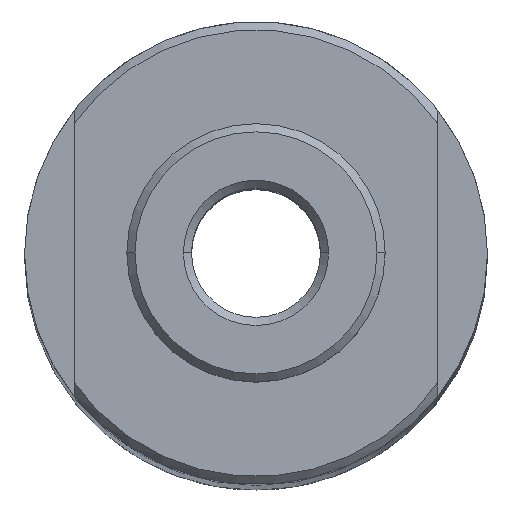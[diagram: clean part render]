
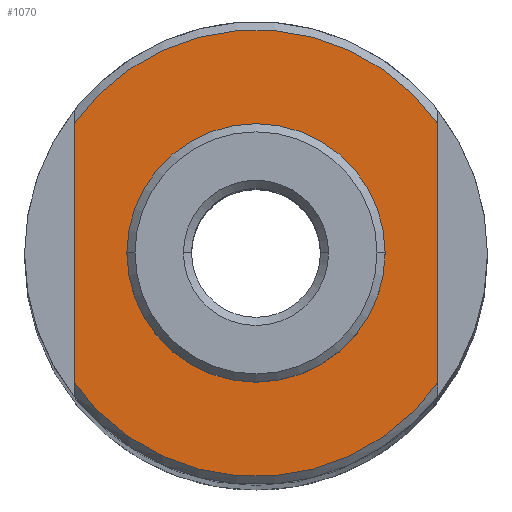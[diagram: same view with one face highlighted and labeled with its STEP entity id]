
A CAD part, top view. The second image highlights one B-rep face of the part: STEP entity #1070.
In plain terms, the highlighted planar face has unit normal (0, 0, 1).
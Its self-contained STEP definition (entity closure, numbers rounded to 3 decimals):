
#16=PLANE('',#1191);
#38=FACE_BOUND('',#185,.T.);
#113=FACE_OUTER_BOUND('',#184,.T.);
#184=EDGE_LOOP('',(#829,#830,#831,#832));
#185=EDGE_LOOP('',(#833,#834));
#290=LINE('',#2009,#351);
#291=LINE('',#2011,#352);
#351=VECTOR('',#1472,15.93);
#352=VECTOR('',#1473,15.93);
#394=CIRCLE('',#1168,7.925);
#402=CIRCLE('',#1179,13.724);
#410=CIRCLE('',#1192,13.724);
#411=CIRCLE('',#1193,7.925);
#509=VERTEX_POINT('',#1873);
#510=VERTEX_POINT('',#1875);
#525=VERTEX_POINT('',#1969);
#527=VERTEX_POINT('',#1976);
#532=VERTEX_POINT('',#2008);
#533=VERTEX_POINT('',#2010);
#620=EDGE_CURVE('',#509,#510,#394,.T.);
#640=EDGE_CURVE('',#525,#527,#402,.T.);
#652=EDGE_CURVE('',#525,#532,#290,.T.);
#653=EDGE_CURVE('',#527,#533,#291,.T.);
#654=EDGE_CURVE('',#533,#532,#410,.T.);
#655=EDGE_CURVE('',#510,#509,#411,.T.);
#829=ORIENTED_EDGE('',*,*,#652,.F.);
#830=ORIENTED_EDGE('',*,*,#640,.T.);
#831=ORIENTED_EDGE('',*,*,#653,.T.);
#832=ORIENTED_EDGE('',*,*,#654,.T.);
#833=ORIENTED_EDGE('',*,*,#655,.F.);
#834=ORIENTED_EDGE('',*,*,#620,.F.);
#1070=ADVANCED_FACE('',(#113,#38),#16,.T.);
#1168=AXIS2_PLACEMENT_3D('',#1876,#1415,#1416);
#1179=AXIS2_PLACEMENT_3D('',#1981,#1444,#1445);
#1191=AXIS2_PLACEMENT_3D('',#2007,#1470,#1471);
#1192=AXIS2_PLACEMENT_3D('',#2012,#1474,#1475);
#1193=AXIS2_PLACEMENT_3D('',#2013,#1476,#1477);
#1415=DIRECTION('center_axis',(0.,0.,1.));
#1416=DIRECTION('ref_axis',(1.,0.,0.));
#1444=DIRECTION('center_axis',(0.,0.,1.));
#1445=DIRECTION('ref_axis',(1.,0.,0.));
#1470=DIRECTION('center_axis',(0.,0.,1.));
#1471=DIRECTION('ref_axis',(1.,0.,0.));
#1472=DIRECTION('',(0.,1.,0.));
#1473=DIRECTION('',(0.,1.,0.));
#1474=DIRECTION('center_axis',(0.,0.,1.));
#1475=DIRECTION('ref_axis',(1.,0.,0.));
#1476=DIRECTION('center_axis',(0.,0.,1.));
#1477=DIRECTION('ref_axis',(1.,0.,0.));
#1873=CARTESIAN_POINT('',(7.925,0.,98.489));
#1875=CARTESIAN_POINT('',(-7.925,0.,98.489));
#1876=CARTESIAN_POINT('Origin',(0.,0.,98.489));
#1969=CARTESIAN_POINT('',(-11.176,-7.965,98.489));
#1976=CARTESIAN_POINT('',(11.176,-7.965,98.489));
#1981=CARTESIAN_POINT('Origin',(0.,0.,98.489));
#2007=CARTESIAN_POINT('Origin',(0.,0.,98.489));
#2008=CARTESIAN_POINT('',(-11.176,7.965,98.489));
#2009=CARTESIAN_POINT('',(-11.176,-14.224,98.489));
#2010=CARTESIAN_POINT('',(11.176,7.965,98.489));
#2011=CARTESIAN_POINT('',(11.176,-14.224,98.489));
#2012=CARTESIAN_POINT('Origin',(0.,0.,98.489));
#2013=CARTESIAN_POINT('Origin',(0.,0.,98.489));
